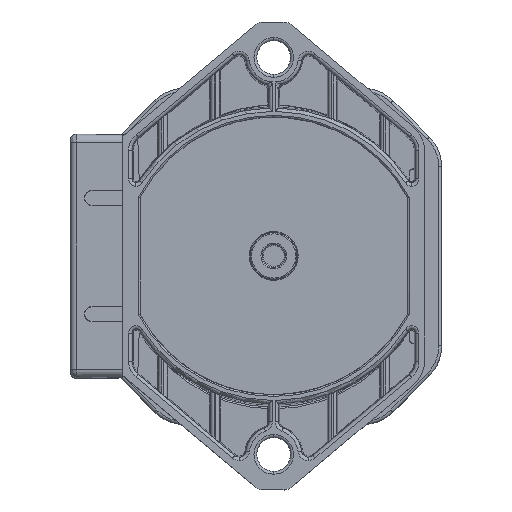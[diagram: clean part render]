
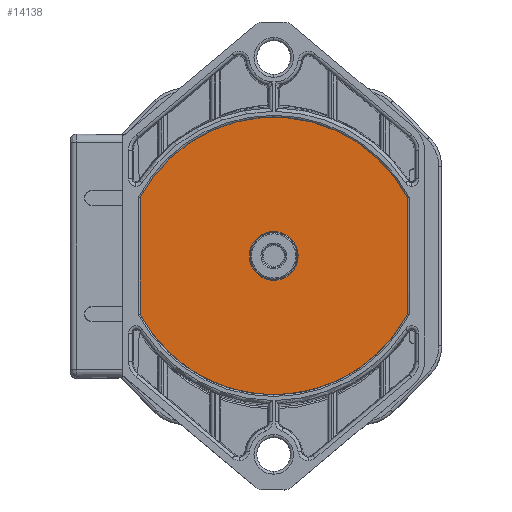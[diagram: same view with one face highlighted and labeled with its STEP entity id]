
A CAD part, top view. The second image highlights one B-rep face of the part: STEP entity #14138.
In plain terms, the highlighted planar face has unit normal (0, 0, 1).
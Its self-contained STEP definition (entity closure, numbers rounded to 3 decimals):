
#7439=DIRECTION('',(0.,-1.,0.));
#7440=VECTOR('',#7439,20.);
#7441=CARTESIAN_POINT('',(-23.,10.,44.7));
#7442=LINE('',#7441,#7440);
#7451=DIRECTION('',(0.,1.,0.));
#7452=VECTOR('',#7451,20.);
#7453=CARTESIAN_POINT('',(23.,-10.,44.7));
#7454=LINE('',#7453,#7452);
#7455=CARTESIAN_POINT('',(0.,-2.124,44.7));
#7456=DIRECTION('',(0.,0.,1.));
#7457=DIRECTION('',(0.885,0.466,0.));
#7458=AXIS2_PLACEMENT_3D('',#7455,#7456,#7457);
#7460=CARTESIAN_POINT('',(0.,2.124,44.7));
#7461=DIRECTION('',(0.,0.,1.));
#7462=DIRECTION('',(-0.885,-0.466,0.));
#7463=AXIS2_PLACEMENT_3D('',#7460,#7461,#7462);
#7465=CARTESIAN_POINT('',(0.,0.,44.7));
#7466=DIRECTION('',(0.,0.,-1.));
#7467=DIRECTION('',(0.,-1.,0.));
#7468=AXIS2_PLACEMENT_3D('',#7465,#7466,#7467);
#7470=CARTESIAN_POINT('',(0.,0.,44.7));
#7471=DIRECTION('',(0.,0.,-1.));
#7472=DIRECTION('',(0.,1.,0.));
#7473=AXIS2_PLACEMENT_3D('',#7470,#7471,#7472);
#8872=CARTESIAN_POINT('',(0.,-4.2,44.7));
#8873=VERTEX_POINT('',#8872);
#8874=CARTESIAN_POINT('',(0.,4.2,44.7));
#8875=VERTEX_POINT('',#8874);
#9228=CARTESIAN_POINT('',(-23.,10.,44.7));
#9229=CARTESIAN_POINT('',(-23.,-10.,44.7));
#9230=VERTEX_POINT('',#9228);
#9231=VERTEX_POINT('',#9229);
#9232=CARTESIAN_POINT('',(23.,10.,44.7));
#9233=VERTEX_POINT('',#9232);
#9234=CARTESIAN_POINT('',(23.,-10.,44.7));
#9235=VERTEX_POINT('',#9234);
#14121=CARTESIAN_POINT('',(0.,0.,44.7));
#14122=DIRECTION('',(0.,0.,1.));
#14123=DIRECTION('',(0.,-1.,0.));
#14124=AXIS2_PLACEMENT_3D('',#14121,#14122,#14123);
#14125=PLANE('',#14124);
#14126=ORIENTED_EDGE('',*,*,#14088,.F.);
#14127=ORIENTED_EDGE('',*,*,#14102,.F.);
#14128=ORIENTED_EDGE('',*,*,#14115,.F.);
#14129=ORIENTED_EDGE('',*,*,#14047,.F.);
#14130=EDGE_LOOP('',(#14126,#14127,#14128,#14129));
#14131=FACE_OUTER_BOUND('',#14130,.F.);
#14133=ORIENTED_EDGE('',*,*,#14132,.F.);
#14135=ORIENTED_EDGE('',*,*,#14134,.F.);
#14136=EDGE_LOOP('',(#14133,#14135));
#14137=FACE_BOUND('',#14136,.F.);
#14138=ADVANCED_FACE('',(#14131,#14137),#14125,.T.);
#7459=CIRCLE('',#7458,26.);
#7464=CIRCLE('',#7463,26.);
#7469=CIRCLE('',#7468,4.2);
#7474=CIRCLE('',#7473,4.2);
#14047=EDGE_CURVE('',#9231,#9235,#7464,.T.);
#14088=EDGE_CURVE('',#9230,#9231,#7442,.T.);
#14102=EDGE_CURVE('',#9233,#9230,#7459,.T.);
#14115=EDGE_CURVE('',#9235,#9233,#7454,.T.);
#14132=EDGE_CURVE('',#8873,#8875,#7469,.T.);
#14134=EDGE_CURVE('',#8875,#8873,#7474,.T.);
